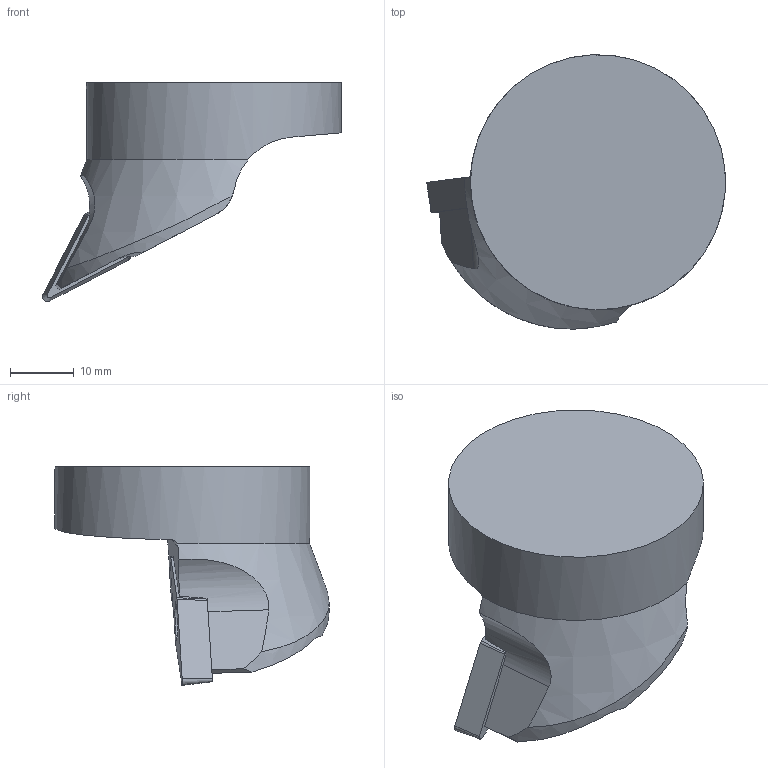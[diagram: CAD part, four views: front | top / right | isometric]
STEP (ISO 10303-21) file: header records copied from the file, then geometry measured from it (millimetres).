
FILE_DESCRIPTION(/* description */ (''),/* implementation_level */ '2;1');
FILE_NAME(/* name */ '1558321139097.stp',/* time_stamp */ '2019-05-20T08:29:11+06:00',/* author */ (''),/* organization */ ('SMS'),/* preprocessor_version */ 'ST-DEVELOPER v15',/* originating_system */ 'SIEMENS PLM Software NX 8.5',/* authorisation */ '');
FILE_SCHEMA (('AUTOMOTIVE_DESIGN { 1 0 10303 214 3 1 1 1 }'));
Length unit declared in the file: millimetre
Products named in the file (4): ASSEMBLY_CONSTRUCTION; IsoTurningInsert; 201792698mod000_00; 201792697mod000_00
Assembly tree (3 placements, depth 2):
  201792697mod000_00
    201792698mod000_00
    IsoTurningInsert
    ASSEMBLY_CONSTRUCTION
Bounding box: 46.85 x 43 x 34.33 mm (x, y, z)
Volume: 19449.9 mm3; surface area: 5861.8 mm2
Topology: 2 solids, 2 shells, 40 faces, 104 edges, 75 vertices
Faces by surface type: plane 18, cone 9, cylinder 8, torus 4, extrusion 1
Full cylindrical faces by diameter (mm): 4.4 x2, 40 x1
Entity records: 1471 total; most frequent: CARTESIAN_POINT 392, DIRECTION 204, ORIENTED_EDGE 178, EDGE_CURVE 89, AXIS2_PLACEMENT_3D 83, VERTEX_POINT 63, EDGE_LOOP 52, ADVANCED_FACE 40
